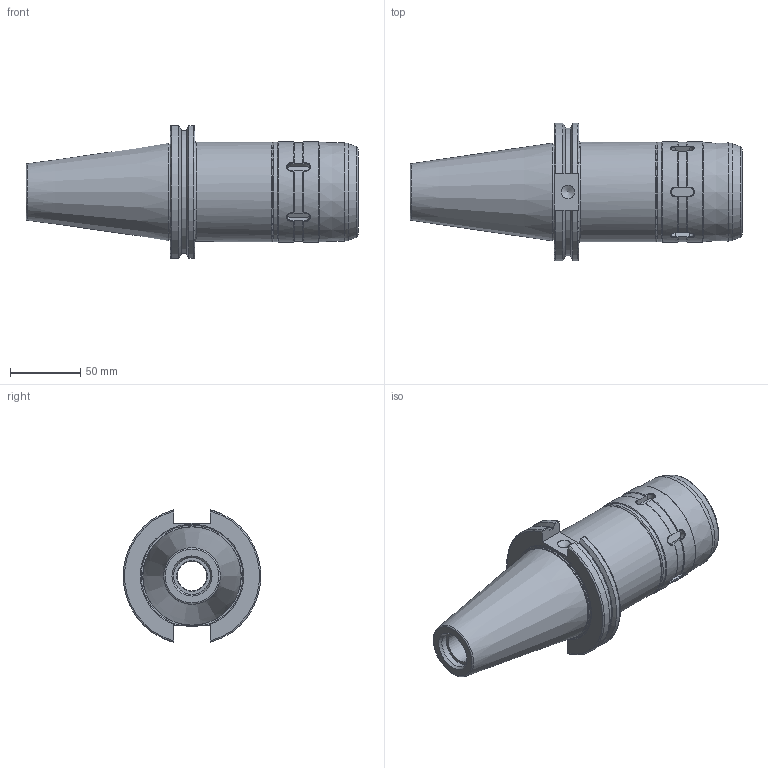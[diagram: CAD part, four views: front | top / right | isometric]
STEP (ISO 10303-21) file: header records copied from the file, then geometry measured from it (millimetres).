
FILE_DESCRIPTION(/* description */ (''),/* implementation_level */ '2;1');
FILE_NAME(/* name */ 'LC026.stp',/* time_stamp */ '2022-03-18T08:47:11+09:00',/* author */ ('eos'),/* organization */ (''),/* preprocessor_version */ 'ST-DEVELOPER v18.1',/* originating_system */ 'Autodesk Inventor 2022',/* authorisation */ '');
FILE_SCHEMA (('AUTOMOTIVE_DESIGN { 1 0 10303 214 3 1 1 }'));
Length unit declared in the file: millimetre
Products named in the file (3): LO-CCT50-C25.4-105; CAT50; C32-CAP
Assembly tree (2 placements, depth 2):
  LO-CCT50-C25.4-105
    CAT50
    C32-CAP
Bounding box: 237.1 x 98.06 x 94.69 mm (x, y, z)
Volume: 671166.9 mm3; surface area: 105334.1 mm2
Topology: 2 solids, 2 shells, 178 faces, 452 edges, 290 vertices
Faces by surface type: plane 78, cylinder 43, cone 32, torus 13, bspline 12
Full cylindrical faces by diameter (mm): 9.525 x1, 21 x1, 21.971 x1, 26.2 x1, 31.75 x1, 33 x1, 39.5 x1, 45 x1, 56 x3, 58 x2, 69.25 x1, 71 x2, 72 x2
Entity records: 6465 total; most frequent: CARTESIAN_POINT 2169, ORIENTED_EDGE 902, DIRECTION 844, EDGE_CURVE 451, AXIS2_PLACEMENT_3D 309, VERTEX_POINT 290, LINE 226, VECTOR 226
